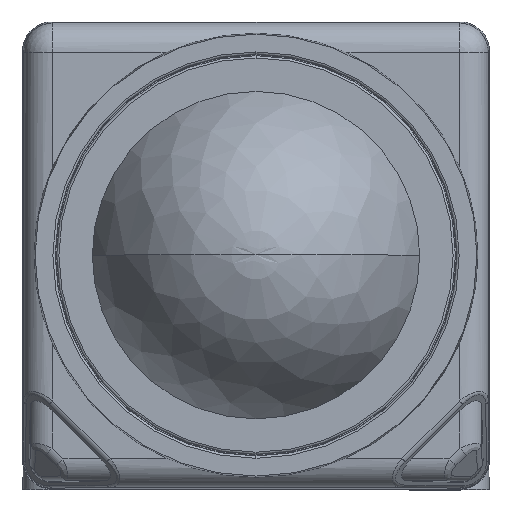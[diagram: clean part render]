
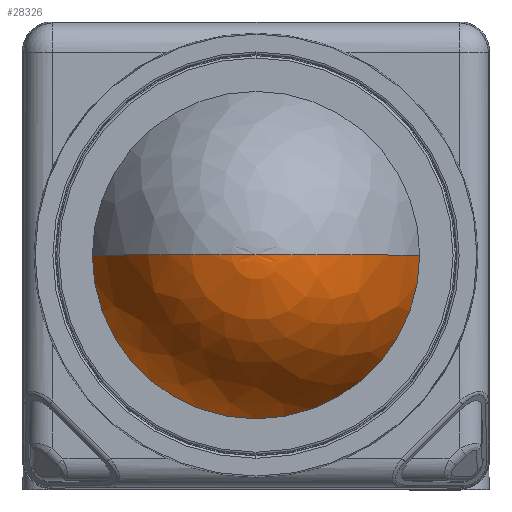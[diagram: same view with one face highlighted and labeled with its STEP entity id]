
A CAD part, top view. The second image highlights one B-rep face of the part: STEP entity #28326.
In plain terms, the highlighted face is a revolution surface.
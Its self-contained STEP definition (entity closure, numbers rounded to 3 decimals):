
#5825=CARTESIAN_POINT('',(0.,0.,16.4));
#5826=DIRECTION('',(0.,0.,1.));
#5827=DIRECTION('',(-1.,0.,0.));
#5828=AXIS2_PLACEMENT_3D('',#5825,#5826,#5827);
#5849=CARTESIAN_POINT('',(-14.077,0.,16.4));
#5850=CARTESIAN_POINT('',(-14.077,0.,
16.401));
#5851=CARTESIAN_POINT('',(-14.004,0.,
16.646));
#5852=CARTESIAN_POINT('',(-13.849,0.,
17.135));
#5853=CARTESIAN_POINT('',(-13.592,0.,
17.87));
#5854=CARTESIAN_POINT('',(-13.311,0.,
18.603));
#5855=CARTESIAN_POINT('',(-13.003,0.,
19.333));
#5856=CARTESIAN_POINT('',(-12.669,0.,
20.058));
#5857=CARTESIAN_POINT('',(-12.307,0.,
20.775));
#5858=CARTESIAN_POINT('',(-11.919,0.,
21.482));
#5859=CARTESIAN_POINT('',(-11.502,0.,
22.177));
#5860=CARTESIAN_POINT('',(-11.058,0.,
22.857));
#5861=CARTESIAN_POINT('',(-10.586,0.,
23.519));
#5862=CARTESIAN_POINT('',(-10.087,0.,
24.16));
#5863=CARTESIAN_POINT('',(-9.56,0.,
24.778));
#5864=CARTESIAN_POINT('',(-9.007,0.,
25.369));
#5865=CARTESIAN_POINT('',(-8.428,0.,
25.931));
#5866=CARTESIAN_POINT('',(-7.824,0.,
26.461));
#5867=CARTESIAN_POINT('',(-7.196,0.,
26.956));
#5868=CARTESIAN_POINT('',(-6.545,0.,
27.413));
#5869=CARTESIAN_POINT('',(-5.874,0.,
27.83));
#5870=CARTESIAN_POINT('',(-5.184,0.,
28.204));
#5871=CARTESIAN_POINT('',(-4.477,0.,
28.533));
#5872=CARTESIAN_POINT('',(-3.754,0.,
28.815));
#5873=CARTESIAN_POINT('',(-3.019,0.,
29.048));
#5874=CARTESIAN_POINT('',(-2.274,0.,
29.231));
#5875=CARTESIAN_POINT('',(-1.604,0.,
29.348));
#5876=CARTESIAN_POINT('',(-1.014,0.,
29.417));
#5877=CARTESIAN_POINT('',(-0.508,0.,
29.452));
#5878=CARTESIAN_POINT('',(-0.169,0.,29.46));
#5879=CARTESIAN_POINT('',(0.,0.,29.46));
#5881=CARTESIAN_POINT('',(14.077,0.,16.4));
#5882=CARTESIAN_POINT('',(14.077,0.,16.401));
#5883=CARTESIAN_POINT('',(14.004,0.,16.646));
#5884=CARTESIAN_POINT('',(13.849,0.,17.135));
#5885=CARTESIAN_POINT('',(13.592,0.,17.87));
#5886=CARTESIAN_POINT('',(13.311,0.,18.603));
#5887=CARTESIAN_POINT('',(13.003,0.,19.333));
#5888=CARTESIAN_POINT('',(12.669,0.,20.058));
#5889=CARTESIAN_POINT('',(12.307,0.,20.775));
#5890=CARTESIAN_POINT('',(11.919,0.,21.482));
#5891=CARTESIAN_POINT('',(11.502,0.,22.177));
#5892=CARTESIAN_POINT('',(11.058,0.,22.857));
#5893=CARTESIAN_POINT('',(10.586,0.,23.519));
#5894=CARTESIAN_POINT('',(10.087,0.,24.16));
#5895=CARTESIAN_POINT('',(9.56,0.,24.778));
#5896=CARTESIAN_POINT('',(9.007,0.,25.369));
#5897=CARTESIAN_POINT('',(8.428,0.,25.931));
#5898=CARTESIAN_POINT('',(7.824,0.,26.461));
#5899=CARTESIAN_POINT('',(7.196,0.,26.956));
#5900=CARTESIAN_POINT('',(6.545,0.,27.413));
#5901=CARTESIAN_POINT('',(5.874,0.,27.83));
#5902=CARTESIAN_POINT('',(5.184,0.,28.204));
#5903=CARTESIAN_POINT('',(4.477,0.,28.533));
#5904=CARTESIAN_POINT('',(3.754,0.,28.815));
#5905=CARTESIAN_POINT('',(3.019,0.,29.048));
#5906=CARTESIAN_POINT('',(2.274,0.,29.231));
#5907=CARTESIAN_POINT('',(1.604,0.,29.348));
#5908=CARTESIAN_POINT('',(1.014,0.,29.417));
#5909=CARTESIAN_POINT('',(0.508,0.,
29.452));
#5910=CARTESIAN_POINT('',(0.169,0.,29.46));
#5911=CARTESIAN_POINT('',(0.,0.,29.46));
#17724=VERTEX_POINT('',#5881);
#17725=VERTEX_POINT('',#5911);
#17726=CARTESIAN_POINT('',(-14.077,0.,16.4));
#17727=VERTEX_POINT('',#17726);
#28278=CARTESIAN_POINT('',(0.,0.,29.46));
#28279=CARTESIAN_POINT('',(0.169,0.,29.46));
#28280=CARTESIAN_POINT('',(0.508,0.,
29.452));
#28281=CARTESIAN_POINT('',(1.014,0.,
29.417));
#28282=CARTESIAN_POINT('',(1.604,0.,
29.348));
#28283=CARTESIAN_POINT('',(2.274,0.,
29.231));
#28284=CARTESIAN_POINT('',(3.019,0.,
29.048));
#28285=CARTESIAN_POINT('',(3.754,0.,
28.815));
#28286=CARTESIAN_POINT('',(4.477,0.,
28.533));
#28287=CARTESIAN_POINT('',(5.184,0.,
28.204));
#28288=CARTESIAN_POINT('',(5.874,0.,
27.83));
#28289=CARTESIAN_POINT('',(6.545,0.,
27.413));
#28290=CARTESIAN_POINT('',(7.196,0.,
26.956));
#28291=CARTESIAN_POINT('',(7.824,0.,
26.461));
#28292=CARTESIAN_POINT('',(8.428,0.,
25.931));
#28293=CARTESIAN_POINT('',(9.007,0.,
25.369));
#28294=CARTESIAN_POINT('',(9.56,0.,
24.778));
#28295=CARTESIAN_POINT('',(10.087,0.,
24.16));
#28296=CARTESIAN_POINT('',(10.586,0.,
23.519));
#28297=CARTESIAN_POINT('',(11.058,0.,
22.857));
#28298=CARTESIAN_POINT('',(11.502,0.,
22.177));
#28299=CARTESIAN_POINT('',(11.919,0.,
21.482));
#28300=CARTESIAN_POINT('',(12.307,0.,
20.775));
#28301=CARTESIAN_POINT('',(12.669,0.,
20.058));
#28302=CARTESIAN_POINT('',(13.003,0.,
19.333));
#28303=CARTESIAN_POINT('',(13.311,0.,
18.603));
#28304=CARTESIAN_POINT('',(13.592,0.,
17.87));
#28305=CARTESIAN_POINT('',(13.849,0.,
17.135));
#28306=CARTESIAN_POINT('',(14.004,0.,
16.646));
#28307=CARTESIAN_POINT('',(14.097,0.,
16.335));
#28308=CARTESIAN_POINT('',(14.116,0.,
16.269));
#28309=CARTESIAN_POINT('',(14.135,0.,
16.203));
#28315=CARTESIAN_POINT('',(0.,0.,30.328));
#28316=DIRECTION('',(0.,0.,-1.));
#28317=AXIS1_PLACEMENT('',#28315,#28316);
#28318=SURFACE_OF_REVOLUTION('',#28310,#28317);
#28320=ORIENTED_EDGE('',*,*,#28319,.F.);
#28321=ORIENTED_EDGE('',*,*,#28225,.F.);
#28323=ORIENTED_EDGE('',*,*,#28322,.T.);
#28324=EDGE_LOOP('',(#28320,#28321,#28323));
#28325=FACE_OUTER_BOUND('',#28324,.F.);
#28326=ADVANCED_FACE('',(#28325),#28318,.T.);
#5829=CIRCLE('',#5828,14.077);
#5880=B_SPLINE_CURVE_WITH_KNOTS('',3,(#5849,#5850,#5851,#5852,#5853,#5854,#5855,
#5856,#5857,#5858,#5859,#5860,#5861,#5862,#5863,#5864,#5865,#5866,#5867,#5868,
#5869,#5870,#5871,#5872,#5873,#5874,#5875,#5876,#5877,#5878,#5879),
.UNSPECIFIED.,.F.,.F.,(4,1,1,1,1,1,1,1,1,1,1,1,1,1,1,1,1,1,1,1,1,1,1,1,1,1,1,1,
4),(0.,0.,0.039,0.077,
0.115,0.154,0.192,0.231,
0.269,0.308,0.346,0.385,
0.423,0.462,0.5,0.539,
0.577,0.615,0.654,0.692,
0.731,0.769,0.808,0.846,
0.885,0.923,0.949,0.974,1.),
.UNSPECIFIED.);
#5912=B_SPLINE_CURVE_WITH_KNOTS('',3,(#5881,#5882,#5883,#5884,#5885,#5886,#5887,
#5888,#5889,#5890,#5891,#5892,#5893,#5894,#5895,#5896,#5897,#5898,#5899,#5900,
#5901,#5902,#5903,#5904,#5905,#5906,#5907,#5908,#5909,#5910,#5911),
.UNSPECIFIED.,.F.,.F.,(4,1,1,1,1,1,1,1,1,1,1,1,1,1,1,1,1,1,1,1,1,1,1,1,1,1,1,1,
4),(0.,0.,0.039,0.077,
0.115,0.154,0.192,0.231,
0.269,0.308,0.346,0.385,
0.423,0.462,0.5,0.539,
0.577,0.615,0.654,0.692,
0.731,0.769,0.808,0.846,
0.885,0.923,0.949,0.974,1.),
.UNSPECIFIED.);
#28225=EDGE_CURVE('',#17727,#17724,#5829,.T.);
#28310=B_SPLINE_CURVE_WITH_KNOTS('',3,(#28278,#28279,#28280,#28281,#28282,
#28283,#28284,#28285,#28286,#28287,#28288,#28289,#28290,#28291,#28292,#28293,
#28294,#28295,#28296,#28297,#28298,#28299,#28300,#28301,#28302,#28303,#28304,
#28305,#28306,#28307,#28308,#28309),.UNSPECIFIED.,.F.,.F.,(4,1,1,1,1,1,1,1,1,1,
1,1,1,1,1,1,1,1,1,1,1,1,1,1,1,1,1,1,1,4),(0.,0.025,
0.051,0.076,0.114,0.152,
0.19,0.228,0.266,0.305,
0.343,0.381,0.419,0.457,
0.495,0.533,0.571,0.609,
0.647,0.685,0.723,0.761,
0.799,0.837,0.875,0.914,
0.952,0.99,0.99,1.),.UNSPECIFIED.);
#28319=EDGE_CURVE('',#17724,#17725,#5912,.T.);
#28322=EDGE_CURVE('',#17727,#17725,#5880,.T.);
